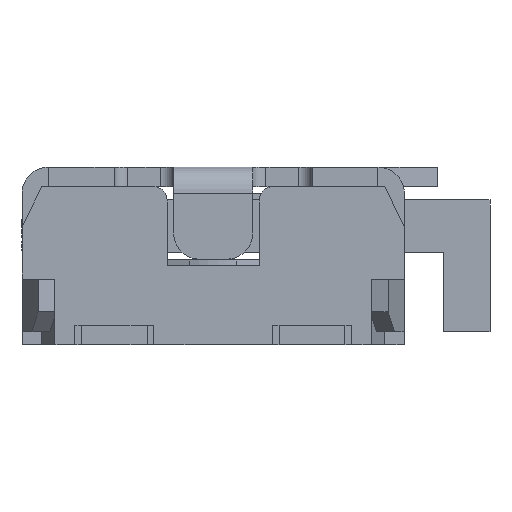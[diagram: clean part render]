
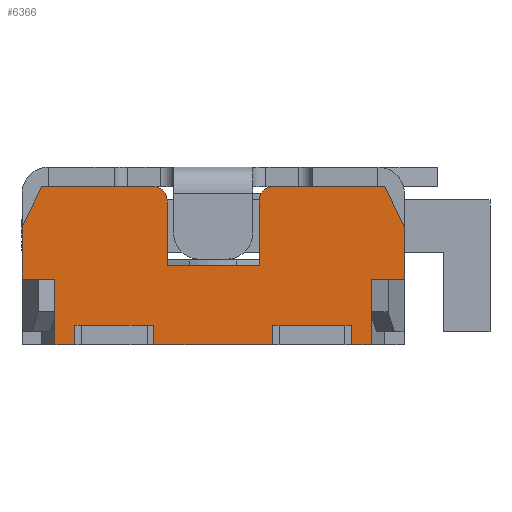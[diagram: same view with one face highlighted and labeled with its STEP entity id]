
A CAD part, left-side view. The second image highlights one B-rep face of the part: STEP entity #6366.
In plain terms, the highlighted planar face has unit normal (-1, 0, 0).
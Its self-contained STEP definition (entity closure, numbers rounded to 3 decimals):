
#192=CIRCLE('',#6818,0.1);
#193=CIRCLE('',#6819,0.1);
#429=FACE_OUTER_BOUND('',#747,.T.);
#747=EDGE_LOOP('',(#5337,#5338,#5339,#5340,#5341,#5342,#5343,#5344,#5345,
#5346,#5347,#5348,#5349,#5350,#5351,#5352,#5353,#5354,#5355,#5356,#5357,
#5358,#5359,#5360));
#1267=LINE('',#9626,#2084);
#1292=LINE('',#9675,#2109);
#1304=LINE('',#9698,#2121);
#1449=LINE('',#10045,#2266);
#1452=LINE('',#10051,#2269);
#1455=LINE('',#10055,#2272);
#1456=LINE('',#10059,#2273);
#1457=LINE('',#10060,#2274);
#1458=LINE('',#10062,#2275);
#1459=LINE('',#10064,#2276);
#1460=LINE('',#10066,#2277);
#1461=LINE('',#10070,#2278);
#1462=LINE('',#10072,#2279);
#1463=LINE('',#10074,#2280);
#1464=LINE('',#10077,#2281);
#1465=LINE('',#10078,#2282);
#1466=LINE('',#10080,#2283);
#1467=LINE('',#10082,#2284);
#1468=LINE('',#10084,#2285);
#1469=LINE('',#10086,#2286);
#1470=LINE('',#10088,#2287);
#1471=LINE('',#10089,#2288);
#2084=VECTOR('',#7824,10.);
#2109=VECTOR('',#7865,10.);
#2121=VECTOR('',#7887,10.);
#2266=VECTOR('',#8214,10.);
#2269=VECTOR('',#8219,10.);
#2272=VECTOR('',#8224,10.);
#2273=VECTOR('',#8229,10.);
#2274=VECTOR('',#8230,10.);
#2275=VECTOR('',#8231,10.);
#2276=VECTOR('',#8232,10.);
#2277=VECTOR('',#8233,10.);
#2278=VECTOR('',#8236,10.);
#2279=VECTOR('',#8237,10.);
#2280=VECTOR('',#8238,10.);
#2281=VECTOR('',#8241,10.);
#2282=VECTOR('',#8242,10.);
#2283=VECTOR('',#8243,10.);
#2284=VECTOR('',#8244,10.);
#2285=VECTOR('',#8245,10.);
#2286=VECTOR('',#8246,10.);
#2287=VECTOR('',#8247,10.);
#2288=VECTOR('',#8248,10.);
#2814=VERTEX_POINT('',#9623);
#2815=VERTEX_POINT('',#9625);
#2830=VERTEX_POINT('',#9672);
#2831=VERTEX_POINT('',#9674);
#2836=VERTEX_POINT('',#9695);
#2837=VERTEX_POINT('',#9697);
#2945=VERTEX_POINT('',#10036);
#2946=VERTEX_POINT('',#10037);
#2948=VERTEX_POINT('',#10044);
#2950=VERTEX_POINT('',#10050);
#2951=VERTEX_POINT('',#10058);
#2952=VERTEX_POINT('',#10061);
#2953=VERTEX_POINT('',#10063);
#2954=VERTEX_POINT('',#10065);
#2955=VERTEX_POINT('',#10067);
#2956=VERTEX_POINT('',#10069);
#2957=VERTEX_POINT('',#10071);
#2958=VERTEX_POINT('',#10073);
#2959=VERTEX_POINT('',#10076);
#2960=VERTEX_POINT('',#10079);
#2961=VERTEX_POINT('',#10081);
#2962=VERTEX_POINT('',#10083);
#2963=VERTEX_POINT('',#10085);
#2964=VERTEX_POINT('',#10087);
#3577=EDGE_CURVE('',#2815,#2814,#1267,.T.);
#3603=EDGE_CURVE('',#2831,#2830,#1292,.T.);
#3615=EDGE_CURVE('',#2837,#2836,#1304,.T.);
#3793=EDGE_CURVE('',#2945,#2948,#1449,.T.);
#3796=EDGE_CURVE('',#2948,#2950,#1452,.T.);
#3799=EDGE_CURVE('',#2950,#2946,#1455,.T.);
#3800=EDGE_CURVE('',#2946,#2951,#1456,.T.);
#3801=EDGE_CURVE('',#2951,#2831,#1457,.T.);
#3802=EDGE_CURVE('',#2830,#2952,#1458,.T.);
#3803=EDGE_CURVE('',#2952,#2953,#1459,.T.);
#3804=EDGE_CURVE('',#2953,#2954,#1460,.T.);
#3805=EDGE_CURVE('',#2955,#2954,#192,.T.);
#3806=EDGE_CURVE('',#2955,#2956,#1461,.T.);
#3807=EDGE_CURVE('',#2956,#2957,#1462,.T.);
#3808=EDGE_CURVE('',#2957,#2958,#1463,.T.);
#3809=EDGE_CURVE('',#2815,#2958,#193,.T.);
#3810=EDGE_CURVE('',#2814,#2959,#1464,.T.);
#3811=EDGE_CURVE('',#2959,#2837,#1465,.T.);
#3812=EDGE_CURVE('',#2836,#2960,#1466,.T.);
#3813=EDGE_CURVE('',#2960,#2961,#1467,.T.);
#3814=EDGE_CURVE('',#2961,#2962,#1468,.T.);
#3815=EDGE_CURVE('',#2962,#2963,#1469,.T.);
#3816=EDGE_CURVE('',#2963,#2964,#1470,.T.);
#3817=EDGE_CURVE('',#2964,#2945,#1471,.T.);
#5337=ORIENTED_EDGE('',*,*,#3793,.T.);
#5338=ORIENTED_EDGE('',*,*,#3796,.T.);
#5339=ORIENTED_EDGE('',*,*,#3799,.T.);
#5340=ORIENTED_EDGE('',*,*,#3800,.T.);
#5341=ORIENTED_EDGE('',*,*,#3801,.T.);
#5342=ORIENTED_EDGE('',*,*,#3603,.T.);
#5343=ORIENTED_EDGE('',*,*,#3802,.T.);
#5344=ORIENTED_EDGE('',*,*,#3803,.T.);
#5345=ORIENTED_EDGE('',*,*,#3804,.T.);
#5346=ORIENTED_EDGE('',*,*,#3805,.F.);
#5347=ORIENTED_EDGE('',*,*,#3806,.T.);
#5348=ORIENTED_EDGE('',*,*,#3807,.T.);
#5349=ORIENTED_EDGE('',*,*,#3808,.T.);
#5350=ORIENTED_EDGE('',*,*,#3809,.F.);
#5351=ORIENTED_EDGE('',*,*,#3577,.T.);
#5352=ORIENTED_EDGE('',*,*,#3810,.T.);
#5353=ORIENTED_EDGE('',*,*,#3811,.T.);
#5354=ORIENTED_EDGE('',*,*,#3615,.T.);
#5355=ORIENTED_EDGE('',*,*,#3812,.T.);
#5356=ORIENTED_EDGE('',*,*,#3813,.T.);
#5357=ORIENTED_EDGE('',*,*,#3814,.T.);
#5358=ORIENTED_EDGE('',*,*,#3815,.T.);
#5359=ORIENTED_EDGE('',*,*,#3816,.T.);
#5360=ORIENTED_EDGE('',*,*,#3817,.T.);
#6055=PLANE('',#6817);
#6366=ADVANCED_FACE('',(#429),#6055,.T.);
#6817=AXIS2_PLACEMENT_3D('',#10057,#8227,#8228);
#6818=AXIS2_PLACEMENT_3D('',#10068,#8234,#8235);
#6819=AXIS2_PLACEMENT_3D('',#10075,#8239,#8240);
#7824=DIRECTION('',(0.,1.,0.));
#7865=DIRECTION('',(0.,-1.,0.));
#7887=DIRECTION('',(0.,-1.,0.));
#8214=DIRECTION('',(0.,0.,1.));
#8219=DIRECTION('',(0.,-1.,0.));
#8224=DIRECTION('',(0.,0.,-1.));
#8227=DIRECTION('center_axis',(-1.,0.,0.));
#8228=DIRECTION('ref_axis',(0.,-1.,0.));
#8229=DIRECTION('',(0.,-1.,0.));
#8230=DIRECTION('',(0.,0.,1.));
#8231=DIRECTION('',(0.,0.,1.));
#8232=DIRECTION('',(0.,0.447,0.894));
#8233=DIRECTION('',(0.,1.,0.));
#8234=DIRECTION('center_axis',(1.,0.,0.));
#8235=DIRECTION('ref_axis',(0.,0.707,0.707));
#8236=DIRECTION('',(0.,0.,-1.));
#8237=DIRECTION('',(0.,1.,0.));
#8238=DIRECTION('',(0.,0.,1.));
#8239=DIRECTION('center_axis',(1.,0.,0.));
#8240=DIRECTION('ref_axis',(0.,-0.707,0.707));
#8241=DIRECTION('',(0.,0.447,-0.894));
#8242=DIRECTION('',(0.,0.,-1.));
#8243=DIRECTION('',(0.,0.,-1.));
#8244=DIRECTION('',(0.,-1.,0.));
#8245=DIRECTION('',(0.,0.,1.));
#8246=DIRECTION('',(0.,-1.,0.));
#8247=DIRECTION('',(0.,0.,-1.));
#8248=DIRECTION('',(0.,-1.,0.));
#9623=CARTESIAN_POINT('',(-1.217,1.506,0.704));
#9625=CARTESIAN_POINT('',(-1.217,0.656,0.704));
#9626=CARTESIAN_POINT('',(-1.217,-1.244,0.704));
#9672=CARTESIAN_POINT('',(-1.217,-1.244,0.004));
#9674=CARTESIAN_POINT('',(-1.217,-0.994,0.004));
#9675=CARTESIAN_POINT('',(-1.217,-0.994,0.004));
#9695=CARTESIAN_POINT('',(-1.217,1.406,0.004));
#9697=CARTESIAN_POINT('',(-1.217,1.656,0.004));
#9698=CARTESIAN_POINT('',(-1.217,1.656,0.004));
#10036=CARTESIAN_POINT('',(-1.217,-0.244,-0.496));
#10037=CARTESIAN_POINT('',(-1.217,-0.844,-0.496));
#10044=CARTESIAN_POINT('',(-1.217,-0.244,-0.346));
#10045=CARTESIAN_POINT('',(-1.217,-0.244,-0.121));
#10050=CARTESIAN_POINT('',(-1.217,-0.844,-0.346));
#10051=CARTESIAN_POINT('',(-1.217,-0.319,-0.346));
#10055=CARTESIAN_POINT('',(-1.217,-0.844,-0.196));
#10057=CARTESIAN_POINT('Origin',(-1.217,0.206,0.104));
#10058=CARTESIAN_POINT('',(-1.217,-0.994,-0.496));
#10059=CARTESIAN_POINT('',(-1.217,1.406,-0.496));
#10060=CARTESIAN_POINT('',(-1.217,-0.994,-0.496));
#10061=CARTESIAN_POINT('',(-1.217,-1.244,0.404));
#10062=CARTESIAN_POINT('',(-1.217,-1.244,0.004));
#10063=CARTESIAN_POINT('',(-1.217,-1.093,0.704));
#10064=CARTESIAN_POINT('',(-1.217,-1.083,0.724));
#10065=CARTESIAN_POINT('',(-1.217,-0.244,0.704));
#10066=CARTESIAN_POINT('',(-1.217,-1.244,0.704));
#10067=CARTESIAN_POINT('',(-1.217,-0.144,0.604));
#10068=CARTESIAN_POINT('Origin',(-1.217,-0.244,0.604));
#10069=CARTESIAN_POINT('',(-1.217,-0.144,0.104));
#10070=CARTESIAN_POINT('',(-1.217,-0.144,0.404));
#10071=CARTESIAN_POINT('',(-1.217,0.556,0.104));
#10072=CARTESIAN_POINT('',(-1.217,0.031,0.104));
#10073=CARTESIAN_POINT('',(-1.217,0.556,0.604));
#10074=CARTESIAN_POINT('',(-1.217,0.556,0.104));
#10075=CARTESIAN_POINT('Origin',(-1.217,0.656,0.604));
#10076=CARTESIAN_POINT('',(-1.217,1.656,0.404));
#10077=CARTESIAN_POINT('',(-1.217,1.496,0.724));
#10078=CARTESIAN_POINT('',(-1.217,1.656,0.704));
#10079=CARTESIAN_POINT('',(-1.217,1.406,-0.496));
#10080=CARTESIAN_POINT('',(-1.217,1.406,0.004));
#10081=CARTESIAN_POINT('',(-1.217,1.256,-0.496));
#10082=CARTESIAN_POINT('',(-1.217,1.406,-0.496));
#10083=CARTESIAN_POINT('',(-1.217,1.256,-0.346));
#10084=CARTESIAN_POINT('',(-1.217,1.256,-0.121));
#10085=CARTESIAN_POINT('',(-1.217,0.656,-0.346));
#10086=CARTESIAN_POINT('',(-1.217,0.431,-0.346));
#10087=CARTESIAN_POINT('',(-1.217,0.656,-0.496));
#10088=CARTESIAN_POINT('',(-1.217,0.656,-0.196));
#10089=CARTESIAN_POINT('',(-1.217,1.406,-0.496));
